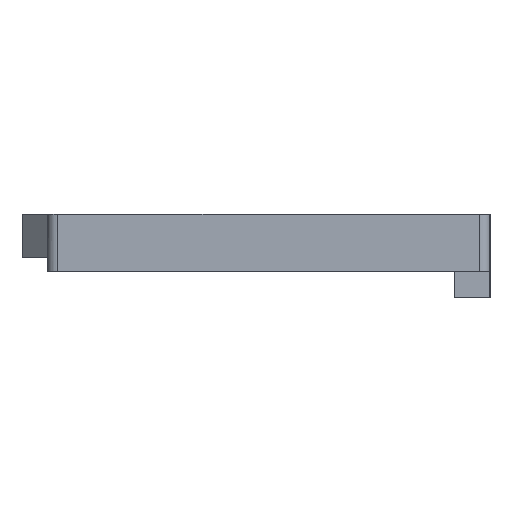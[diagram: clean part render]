
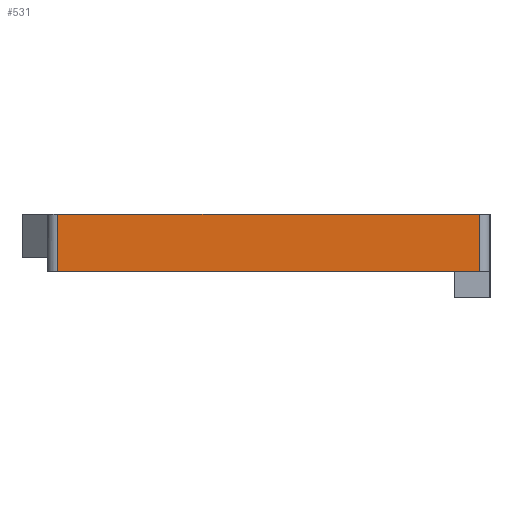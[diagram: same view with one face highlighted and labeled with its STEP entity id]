
A CAD part, left-side view. The second image highlights one B-rep face of the part: STEP entity #531.
In plain terms, the highlighted free-form (B-spline) face has degree [1, 1] with [2, 2] control points.
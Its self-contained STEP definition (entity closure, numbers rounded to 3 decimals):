
#496=CARTESIAN_POINT('',(-25.241,-11.735,-2.6));
#497=CARTESIAN_POINT('',(-25.241,-11.735,8.393));
#498=CARTESIAN_POINT('',(-25.241,69.341,-2.6));
#499=CARTESIAN_POINT('',(-25.241,69.341,8.393));
#500=B_SPLINE_SURFACE_WITH_KNOTS('',1,1,((#496,#497),(#498,#499)),.UNSPECIFIED.,.F.,.F.,.U.,(2,2),(2,2),(0.002,0.083),(-0.009,0.002),.UNSPECIFIED.);
#501=CARTESIAN_POINT('',(-25.241,-11.735,-2.6));
#502=VERTEX_POINT('',#501);
#503=CARTESIAN_POINT('',(-25.241,69.341,-2.6));
#504=VERTEX_POINT('',#503);
#505=CARTESIAN_POINT('',(-25.241,-11.735,-2.6));
#506=CARTESIAN_POINT('',(-25.241,69.341,-2.6));
#507=B_SPLINE_CURVE_WITH_KNOTS('',1,(#505,#506),.UNSPECIFIED.,.F.,.F.,(2,2),(-0.08,0.001),.UNSPECIFIED.);
#508=EDGE_CURVE('',#502,#504,#507,.T.);
#509=ORIENTED_EDGE('',*,*,#508,.F.);
#510=CARTESIAN_POINT('',(-25.241,-11.735,8.393));
#511=VERTEX_POINT('',#510);
#512=CARTESIAN_POINT('',(-25.241,-11.735,-2.6));
#513=CARTESIAN_POINT('',(-25.241,-11.735,8.393));
#514=B_SPLINE_CURVE_WITH_KNOTS('',1,(#512,#513),.UNSPECIFIED.,.F.,.F.,(2,2),(-0.011,0.),.UNSPECIFIED.);
#515=EDGE_CURVE('',#502,#511,#514,.T.);
#516=ORIENTED_EDGE('',*,*,#515,.T.);
#517=CARTESIAN_POINT('',(-25.241,69.341,8.393));
#518=VERTEX_POINT('',#517);
#519=CARTESIAN_POINT('',(-25.241,69.341,8.393));
#520=CARTESIAN_POINT('',(-25.241,-11.735,8.393));
#521=B_SPLINE_CURVE_WITH_KNOTS('',1,(#519,#520),.UNSPECIFIED.,.F.,.F.,(2,2),(-0.083,-0.002),.UNSPECIFIED.);
#522=EDGE_CURVE('',#518,#511,#521,.T.);
#523=ORIENTED_EDGE('',*,*,#522,.F.);
#524=CARTESIAN_POINT('',(-25.241,69.341,8.393));
#525=CARTESIAN_POINT('',(-25.241,69.341,-2.6));
#526=B_SPLINE_CURVE_WITH_KNOTS('',1,(#524,#525),.UNSPECIFIED.,.F.,.F.,(2,2),(0.,0.011),.UNSPECIFIED.);
#527=EDGE_CURVE('',#518,#504,#526,.T.);
#528=ORIENTED_EDGE('',*,*,#527,.T.);
#529=EDGE_LOOP('',(#509,#516,#523,#528));
#530=FACE_BOUND('',#529,.T.);
#531=ADVANCED_FACE('',(#530),#500,.F.);
